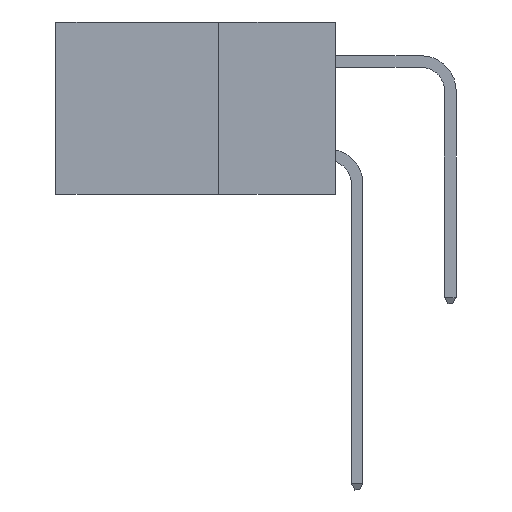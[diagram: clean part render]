
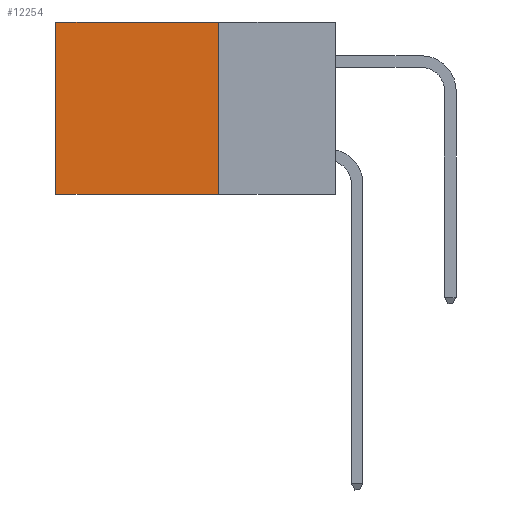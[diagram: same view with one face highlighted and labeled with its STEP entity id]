
A CAD part, left-side view. The second image highlights one B-rep face of the part: STEP entity #12254.
In plain terms, the highlighted planar face has unit normal (-1, 0, 0).
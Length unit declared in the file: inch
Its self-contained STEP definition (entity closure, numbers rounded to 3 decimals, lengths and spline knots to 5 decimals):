
#158 = VERTEX_POINT ( 'NONE', #12669 ) ;
#420 = VECTOR ( 'NONE', #2419, 39.37008 ) ;
#513 = CARTESIAN_POINT ( 'NONE',  ( 0.2875, 0.6, 0. ) ) ;
#523 = EDGE_CURVE ( 'NONE', #158, #21137, #20127, .T. ) ;
#2419 = DIRECTION ( 'NONE',  ( 0., 0., -1. ) ) ;
#2632 = EDGE_CURVE ( 'NONE', #21137, #17683, #16933, .T. ) ;
#2844 = VECTOR ( 'NONE', #18396, 39.37008 ) ;
#5087 = DIRECTION ( 'NONE',  ( 0., 0., -1. ) ) ;
#5315 = CARTESIAN_POINT ( 'NONE',  ( 0.2875, 0.6, -0.37 ) ) ;
#5997 = ORIENTED_EDGE ( 'NONE', *, *, #523, .T. ) ;
#6205 = DIRECTION ( 'NONE',  ( 0., 1., 0. ) ) ;
#6305 = CARTESIAN_POINT ( 'NONE',  ( 0.2875, 0.25, -0.37 ) ) ;
#7017 = LINE ( 'NONE', #12005, #12974 ) ;
#8869 = CARTESIAN_POINT ( 'NONE',  ( 0.2875, 0.25, 0. ) ) ;
#10458 = VERTEX_POINT ( 'NONE', #19271 ) ;
#11230 = DIRECTION ( 'NONE',  ( 0., 0., -1. ) ) ;
#11863 = ORIENTED_EDGE ( 'NONE', *, *, #14761, .F. ) ;
#12005 = CARTESIAN_POINT ( 'NONE',  ( 0.2875, 0.25, 0. ) ) ;
#12254 = ADVANCED_FACE ( 'NONE', ( #16316 ), #12851, .F. ) ;
#12669 = CARTESIAN_POINT ( 'NONE',  ( 0.2875, 0.25, 0. ) ) ;
#12851 = PLANE ( 'NONE',  #20235 ) ;
#12974 = VECTOR ( 'NONE', #5087, 39.37008 ) ;
#14695 = DIRECTION ( 'NONE',  ( 1., 0., 0. ) ) ;
#14761 = EDGE_CURVE ( 'NONE', #10458, #17683, #16376, .T. ) ;
#14989 = EDGE_LOOP ( 'NONE', ( #18448, #11863, #16657, #5997 ) ) ;
#15416 = CARTESIAN_POINT ( 'NONE',  ( 0.2875, 0.6, 0. ) ) ;
#16316 = FACE_OUTER_BOUND ( 'NONE', #14989, .T. ) ;
#16376 = LINE ( 'NONE', #6305, #21357 ) ;
#16657 = ORIENTED_EDGE ( 'NONE', *, *, #20674, .F. ) ;
#16933 = LINE ( 'NONE', #15416, #420 ) ;
#17683 = VERTEX_POINT ( 'NONE', #5315 ) ;
#17948 = CARTESIAN_POINT ( 'NONE',  ( 0.2875, 0.25, 0. ) ) ;
#18396 = DIRECTION ( 'NONE',  ( 0., 1., 0. ) ) ;
#18448 = ORIENTED_EDGE ( 'NONE', *, *, #2632, .T. ) ;
#19271 = CARTESIAN_POINT ( 'NONE',  ( 0.2875, 0.25, -0.37 ) ) ;
#20127 = LINE ( 'NONE', #8869, #2844 ) ;
#20235 = AXIS2_PLACEMENT_3D ( 'NONE', #17948, #14695, #11230 ) ;
#20674 = EDGE_CURVE ( 'NONE', #158, #10458, #7017, .T. ) ;
#21137 = VERTEX_POINT ( 'NONE', #513 ) ;
#21357 = VECTOR ( 'NONE', #6205, 39.37008 ) ;
